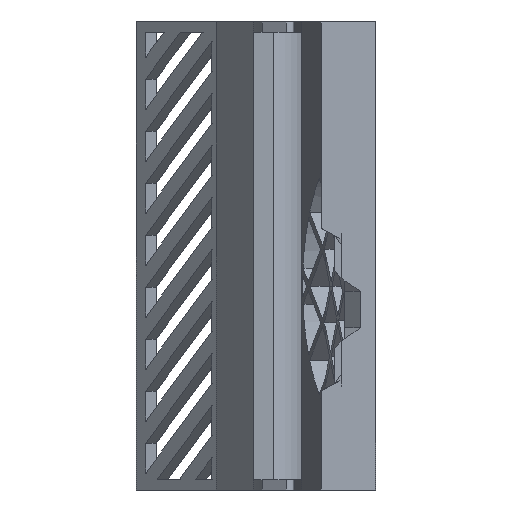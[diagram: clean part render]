
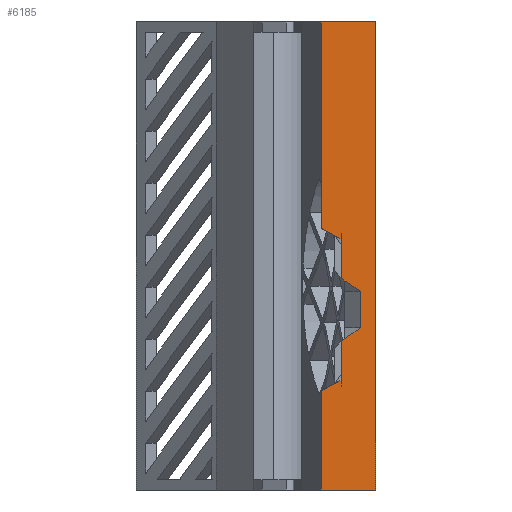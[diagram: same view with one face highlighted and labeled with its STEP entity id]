
A CAD part, left-side view. The second image highlights one B-rep face of the part: STEP entity #6185.
In plain terms, the highlighted planar face has unit normal (-1, 0, 0).
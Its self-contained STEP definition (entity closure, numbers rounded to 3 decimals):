
#184=LINE('',#8440,#1032);
#199=LINE('',#8486,#1047);
#200=LINE('',#8488,#1048);
#201=LINE('',#8490,#1049);
#202=LINE('',#8492,#1050);
#203=LINE('',#8494,#1051);
#204=LINE('',#8496,#1052);
#205=LINE('',#8498,#1053);
#206=LINE('',#8500,#1054);
#207=LINE('',#8502,#1055);
#208=LINE('',#8509,#1056);
#209=LINE('',#8511,#1057);
#210=LINE('',#8513,#1058);
#211=LINE('',#8514,#1059);
#1032=VECTOR('',#6851,10.);
#1047=VECTOR('',#6874,10.);
#1048=VECTOR('',#6875,10.);
#1049=VECTOR('',#6876,10.);
#1050=VECTOR('',#6877,10.);
#1051=VECTOR('',#6878,10.);
#1052=VECTOR('',#6879,10.);
#1053=VECTOR('',#6880,10.);
#1054=VECTOR('',#6881,10.);
#1055=VECTOR('',#6882,10.);
#1056=VECTOR('',#6883,10.);
#1057=VECTOR('',#6884,10.);
#1058=VECTOR('',#6885,10.);
#1059=VECTOR('',#6886,10.);
#1881=PLANE('',#6501);
#2144=FACE_OUTER_BOUND('',#2435,.T.);
#2435=EDGE_LOOP('',(#4361,#4362,#4363,#4364,#4365,#4366,#4367,#4368,#4369,
#4370,#4371,#4372,#4373,#4374,#4375,#4376));
#2808=B_SPLINE_CURVE_WITH_KNOTS('',3,(#8434,#8435,#8436,#8437),
 .UNSPECIFIED.,.F.,.F.,(4,4),(-0.876,0.124),
 .UNSPECIFIED.);
#2810=B_SPLINE_CURVE_WITH_KNOTS('',3,(#8504,#8505,#8506,#8507),
 .UNSPECIFIED.,.F.,.F.,(4,4),(-0.124,0.876),
 .UNSPECIFIED.);
#2815=VERTEX_POINT('',#8414);
#2818=VERTEX_POINT('',#8427);
#2819=VERTEX_POINT('',#8439);
#2837=VERTEX_POINT('',#8485);
#2838=VERTEX_POINT('',#8487);
#2839=VERTEX_POINT('',#8489);
#2840=VERTEX_POINT('',#8491);
#2841=VERTEX_POINT('',#8493);
#2842=VERTEX_POINT('',#8495);
#2843=VERTEX_POINT('',#8497);
#2844=VERTEX_POINT('',#8499);
#2845=VERTEX_POINT('',#8501);
#2846=VERTEX_POINT('',#8503);
#2847=VERTEX_POINT('',#8508);
#2848=VERTEX_POINT('',#8510);
#2849=VERTEX_POINT('',#8512);
#3419=EDGE_CURVE('',#2818,#2815,#2808,.T.);
#3420=EDGE_CURVE('',#2815,#2819,#184,.T.);
#3439=EDGE_CURVE('',#2818,#2837,#199,.T.);
#3440=EDGE_CURVE('',#2837,#2838,#200,.T.);
#3441=EDGE_CURVE('',#2839,#2838,#201,.T.);
#3442=EDGE_CURVE('',#2840,#2839,#202,.T.);
#3443=EDGE_CURVE('',#2841,#2840,#203,.T.);
#3444=EDGE_CURVE('',#2842,#2841,#204,.T.);
#3445=EDGE_CURVE('',#2843,#2842,#205,.T.);
#3446=EDGE_CURVE('',#2843,#2844,#206,.T.);
#3447=EDGE_CURVE('',#2844,#2845,#207,.T.);
#3448=EDGE_CURVE('',#2846,#2845,#2810,.T.);
#3449=EDGE_CURVE('',#2847,#2846,#208,.T.);
#3450=EDGE_CURVE('',#2847,#2848,#209,.T.);
#3451=EDGE_CURVE('',#2848,#2849,#210,.T.);
#3452=EDGE_CURVE('',#2819,#2849,#211,.T.);
#4361=ORIENTED_EDGE('',*,*,#3419,.F.);
#4362=ORIENTED_EDGE('',*,*,#3439,.T.);
#4363=ORIENTED_EDGE('',*,*,#3440,.T.);
#4364=ORIENTED_EDGE('',*,*,#3441,.F.);
#4365=ORIENTED_EDGE('',*,*,#3442,.F.);
#4366=ORIENTED_EDGE('',*,*,#3443,.F.);
#4367=ORIENTED_EDGE('',*,*,#3444,.F.);
#4368=ORIENTED_EDGE('',*,*,#3445,.F.);
#4369=ORIENTED_EDGE('',*,*,#3446,.T.);
#4370=ORIENTED_EDGE('',*,*,#3447,.T.);
#4371=ORIENTED_EDGE('',*,*,#3448,.F.);
#4372=ORIENTED_EDGE('',*,*,#3449,.F.);
#4373=ORIENTED_EDGE('',*,*,#3450,.T.);
#4374=ORIENTED_EDGE('',*,*,#3451,.T.);
#4375=ORIENTED_EDGE('',*,*,#3452,.F.);
#4376=ORIENTED_EDGE('',*,*,#3420,.F.);
#6185=ADVANCED_FACE('',(#2144),#1881,.T.);
#6501=AXIS2_PLACEMENT_3D('',#8484,#6872,#6873);
#6851=DIRECTION('',(0.,0.,1.));
#6872=DIRECTION('center_axis',(-1.,0.,0.));
#6873=DIRECTION('ref_axis',(0.,-1.,0.));
#6874=DIRECTION('',(0.,0.,-1.));
#6875=DIRECTION('',(0.,-0.707,-0.707));
#6876=DIRECTION('',(0.,1.,0.));
#6877=DIRECTION('',(0.,0.816,0.578));
#6878=DIRECTION('',(0.,0.,1.));
#6879=DIRECTION('',(0.,-0.816,0.578));
#6880=DIRECTION('',(0.,-1.,0.));
#6881=DIRECTION('',(0.,0.707,-0.707));
#6882=DIRECTION('',(0.,0.,-1.));
#6883=DIRECTION('',(0.,0.,1.));
#6884=DIRECTION('',(0.,-1.,0.));
#6885=DIRECTION('',(0.,0.,1.));
#6886=DIRECTION('',(0.,-1.,0.));
#8414=CARTESIAN_POINT('',(-33.,11.43,50.299));
#8427=CARTESIAN_POINT('',(-33.,7.652,48.299));
#8434=CARTESIAN_POINT('Ctrl Pts',(-33.,7.652,48.299));
#8435=CARTESIAN_POINT('Ctrl Pts',(-33.,8.911,48.966));
#8436=CARTESIAN_POINT('Ctrl Pts',(-33.,10.17,49.632));
#8437=CARTESIAN_POINT('Ctrl Pts',(-33.,11.43,50.299));
#8439=CARTESIAN_POINT('',(-33.,11.43,90.));
#8440=CARTESIAN_POINT('',(-33.,11.43,0.));
#8484=CARTESIAN_POINT('Origin',(-33.,11.43,0.));
#8485=CARTESIAN_POINT('',(-33.,7.652,40.89));
#8486=CARTESIAN_POINT('',(-33.,7.652,17.345));
#8487=CARTESIAN_POINT('',(-33.,6.952,40.19));
#8488=CARTESIAN_POINT('',(-33.,0.263,33.501));
#8489=CARTESIAN_POINT('',(-33.,6.778,40.19));
#8490=CARTESIAN_POINT('',(-33.,11.417,40.19));
#8491=CARTESIAN_POINT('',(-33.,3.952,38.19));
#8492=CARTESIAN_POINT('',(-33.,0.448,35.71));
#8493=CARTESIAN_POINT('',(-33.,3.952,31.19));
#8494=CARTESIAN_POINT('',(-33.,3.952,17.345));
#8495=CARTESIAN_POINT('',(-33.,6.778,29.19));
#8496=CARTESIAN_POINT('',(-33.,15.139,23.274));
#8497=CARTESIAN_POINT('',(-33.,6.952,29.19));
#8498=CARTESIAN_POINT('',(-33.,11.43,29.19));
#8499=CARTESIAN_POINT('',(-33.,7.652,28.49));
#8500=CARTESIAN_POINT('',(-33.,15.369,20.773));
#8501=CARTESIAN_POINT('',(-33.,7.652,21.08));
#8502=CARTESIAN_POINT('',(-33.,7.652,17.345));
#8503=CARTESIAN_POINT('',(-33.,11.43,19.08));
#8504=CARTESIAN_POINT('Ctrl Pts',(-33.,11.43,19.08));
#8505=CARTESIAN_POINT('Ctrl Pts',(-33.,10.17,19.747));
#8506=CARTESIAN_POINT('Ctrl Pts',(-33.,8.911,20.414));
#8507=CARTESIAN_POINT('Ctrl Pts',(-33.,7.652,21.08));
#8508=CARTESIAN_POINT('',(-33.,11.43,0.));
#8509=CARTESIAN_POINT('',(-33.,11.43,0.));
#8510=CARTESIAN_POINT('',(-33.,1.1,0.));
#8511=CARTESIAN_POINT('',(-33.,11.43,0.));
#8512=CARTESIAN_POINT('',(-33.,1.1,90.));
#8513=CARTESIAN_POINT('',(-33.,1.1,0.));
#8514=CARTESIAN_POINT('',(-33.,11.43,90.));
